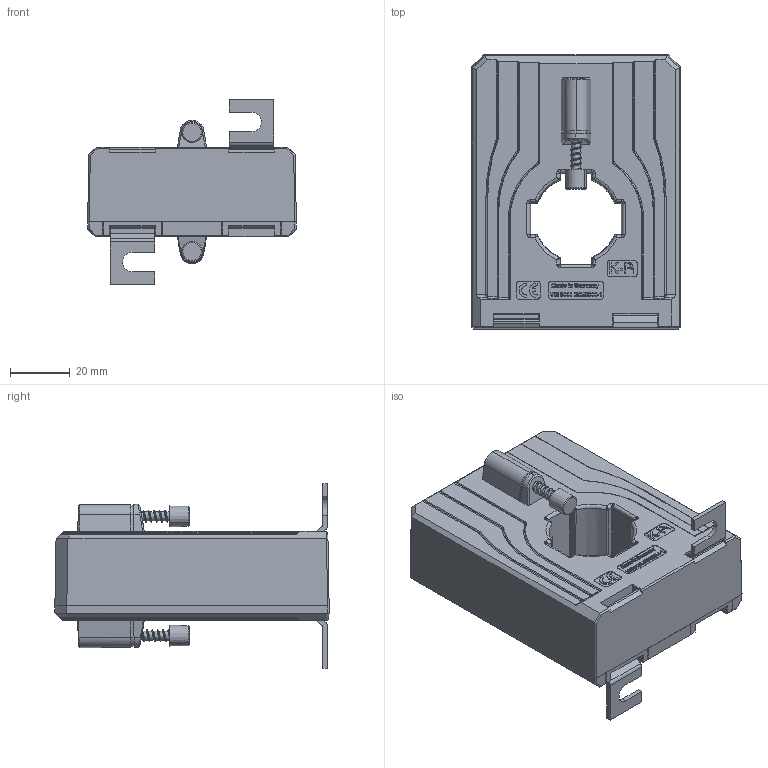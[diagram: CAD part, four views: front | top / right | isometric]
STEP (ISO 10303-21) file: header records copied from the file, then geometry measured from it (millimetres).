
FILE_DESCRIPTION (( 'STEP AP214' ), '1' );
FILE_NAME ('CCT31.3.STEP', '2012-01-27T10:15:26', ( 'User' ), ( 'EnDeCo GmbH' ), 'SwSTEP 2.0', 'SolidWorks 2010', '' );
FILE_SCHEMA (( 'AUTOMOTIVE_DESIGN' ));
Length unit declared in the file: millimetre
Products named in the file (8): CCT_31.3_UT_2.5400_03; CCT_31.3_OT_2.5402_01; Plastite_Schraube_25_mit-Gewinde; Isolierschutzkappe; Fusswinkel_1,5; Typenschild; WAGO-Klemmleiste_739-10x_4polig; CCT31.3
Assembly tree (10 placements, depth 2):
  CCT31.3
    Fusswinkel_1,5  x2
    Typenschild
    CCT_31.3_UT_2.5400_03
    WAGO-Klemmleiste_739-10x_4polig
    CCT_31.3_OT_2.5402_01
    Plastite_Schraube_25_mit-Gewinde  x2
    Isolierschutzkappe  x2
Bounding box: 70 x 92 x 62 mm (x, y, z)
Volume: 164674.1 mm3; surface area: 46714.1 mm2
Topology: 10 solids, 12 shells, 1612 faces, 4205 edges, 2730 vertices
Faces by surface type: plane 923, bspline 395, cylinder 218, cone 48, torus 20, sphere 8
Entity records: 66838 total; most frequent: CARTESIAN_POINT 31712, ORIENTED_EDGE 8026, DIRECTION 5740, EDGE_CURVE 4013, VECTOR 2734, LINE 2734, VERTEX_POINT 2616, EDGE_LOOP 1675
